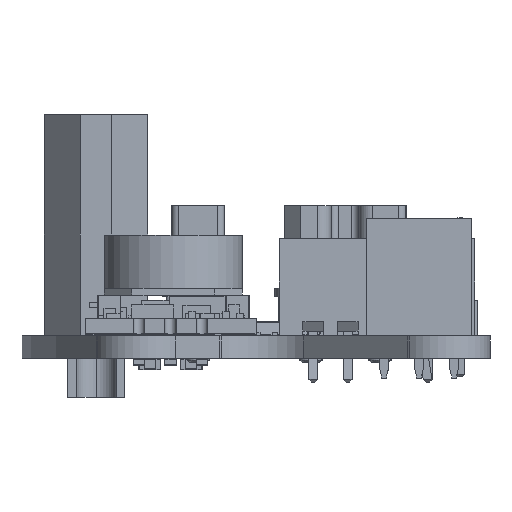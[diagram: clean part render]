
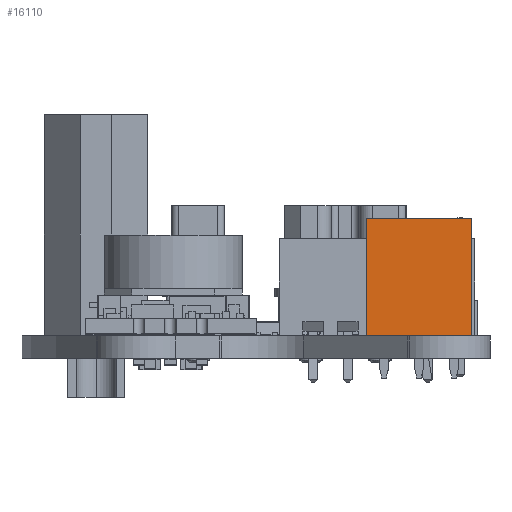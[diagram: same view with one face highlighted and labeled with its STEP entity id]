
A CAD part, left-side view. The second image highlights one B-rep face of the part: STEP entity #16110.
In plain terms, the highlighted planar face has unit normal (-1, 0, 0).
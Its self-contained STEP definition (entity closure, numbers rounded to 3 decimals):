
#15287 = VERTEX_POINT('',#15288);
#15288 = CARTESIAN_POINT('',(-3.81,-6.35,0.));
#15296 = EDGE_CURVE('',#15287,#15297,#15299,.T.);
#15297 = VERTEX_POINT('',#15298);
#15298 = CARTESIAN_POINT('',(-3.81,-6.35,8.5));
#15299 = LINE('',#15300,#15301);
#15300 = CARTESIAN_POINT('',(-3.81,-6.35,0.));
#15301 = VECTOR('',#15302,1.);
#15302 = DIRECTION('',(0.,0.,1.));
#15359 = VERTEX_POINT('',#15360);
#15360 = CARTESIAN_POINT('',(-3.81,1.27,8.5));
#15366 = EDGE_CURVE('',#15367,#15359,#15369,.T.);
#15367 = VERTEX_POINT('',#15368);
#15368 = CARTESIAN_POINT('',(-3.81,1.27,0.));
#15369 = LINE('',#15370,#15371);
#15370 = CARTESIAN_POINT('',(-3.81,1.27,0.));
#15371 = VECTOR('',#15372,1.);
#15372 = DIRECTION('',(0.,0.,1.));
#15431 = EDGE_CURVE('',#15359,#15297,#15432,.T.);
#15432 = LINE('',#15433,#15434);
#15433 = CARTESIAN_POINT('',(-3.81,1.27,8.5));
#15434 = VECTOR('',#15435,1.);
#15435 = DIRECTION('',(0.,-1.,0.));
#15658 = EDGE_CURVE('',#15367,#15287,#15659,.T.);
#15659 = LINE('',#15660,#15661);
#15660 = CARTESIAN_POINT('',(-3.81,1.27,0.));
#15661 = VECTOR('',#15662,1.);
#15662 = DIRECTION('',(0.,-1.,0.));
#16110 = ADVANCED_FACE('',(#16111),#16117,.F.);
#16111 = FACE_BOUND('',#16112,.F.);
#16112 = EDGE_LOOP('',(#16113,#16114,#16115,#16116));
#16113 = ORIENTED_EDGE('',*,*,#15366,.T.);
#16114 = ORIENTED_EDGE('',*,*,#15431,.T.);
#16115 = ORIENTED_EDGE('',*,*,#15296,.F.);
#16116 = ORIENTED_EDGE('',*,*,#15658,.F.);
#16117 = PLANE('',#16118);
#16118 = AXIS2_PLACEMENT_3D('',#16119,#16120,#16121);
#16119 = CARTESIAN_POINT('',(-3.81,1.27,0.));
#16120 = DIRECTION('',(1.,0.,0.));
#16121 = DIRECTION('',(0.,-1.,0.));
